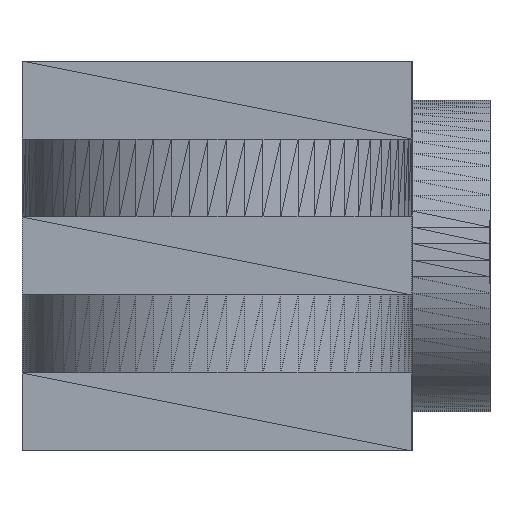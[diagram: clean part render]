
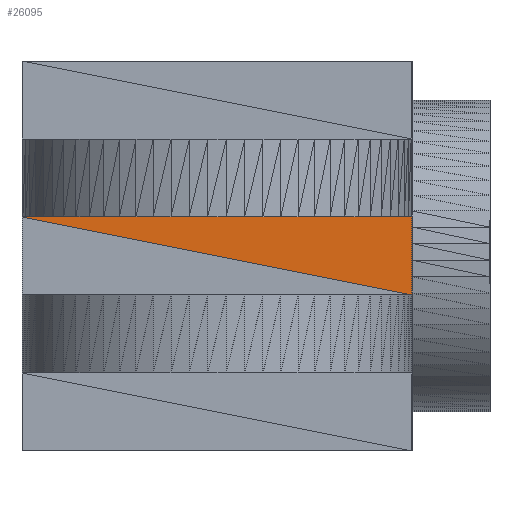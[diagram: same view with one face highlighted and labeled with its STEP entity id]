
A CAD part, left-side view. The second image highlights one B-rep face of the part: STEP entity #26095.
In plain terms, the highlighted planar face has unit normal (-1, 0, 0).
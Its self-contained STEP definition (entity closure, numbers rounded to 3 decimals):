
#26095 = ADVANCED_FACE('',(#26096),#26122,.T.);
#26096 = FACE_BOUND('',#26097,.T.);
#26097 = EDGE_LOOP('',(#26098,#26108,#26116));
#26098 = ORIENTED_EDGE('',*,*,#26099,.F.);
#26099 = EDGE_CURVE('',#26100,#26102,#26104,.T.);
#26100 = VERTEX_POINT('',#26101);
#26101 = CARTESIAN_POINT('',(-27.4,-95.1,56.5));
#26102 = VERTEX_POINT('',#26103);
#26103 = CARTESIAN_POINT('',(-27.4,-95.1,53.5));
#26104 = LINE('',#26105,#26106);
#26105 = CARTESIAN_POINT('',(-27.4,-95.1,56.5));
#26106 = VECTOR('',#26107,1.);
#26107 = DIRECTION('',(0.,0.,-1.));
#26108 = ORIENTED_EDGE('',*,*,#26109,.F.);
#26109 = EDGE_CURVE('',#26110,#26100,#26112,.T.);
#26110 = VERTEX_POINT('',#26111);
#26111 = CARTESIAN_POINT('',(-27.4,-80.1,56.5));
#26112 = LINE('',#26113,#26114);
#26113 = CARTESIAN_POINT('',(-27.4,-80.1,56.5));
#26114 = VECTOR('',#26115,1.);
#26115 = DIRECTION('',(0.,-1.,0.));
#26116 = ORIENTED_EDGE('',*,*,#26117,.T.);
#26117 = EDGE_CURVE('',#26110,#26102,#26118,.T.);
#26118 = LINE('',#26119,#26120);
#26119 = CARTESIAN_POINT('',(-27.4,-80.1,56.5));
#26120 = VECTOR('',#26121,1.);
#26121 = DIRECTION('',(0.,-0.981,-0.196));
#26122 = PLANE('',#26123);
#26123 = AXIS2_PLACEMENT_3D('',#26124,#26125,#26126);
#26124 = CARTESIAN_POINT('',(-27.4,-88.276,55.676));
#26125 = DIRECTION('',(-1.,0.,0.));
#26126 = DIRECTION('',(0.,0.,-1.));
